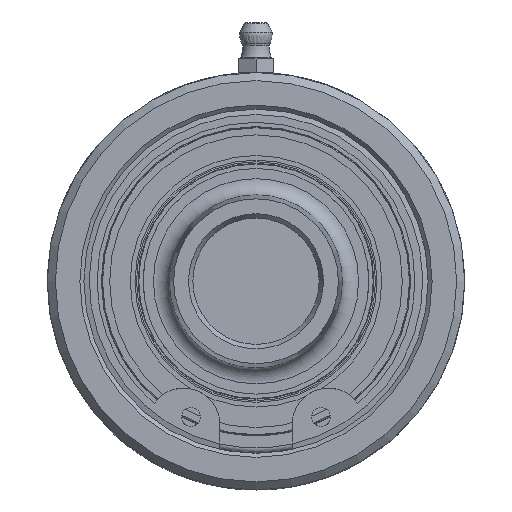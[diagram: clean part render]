
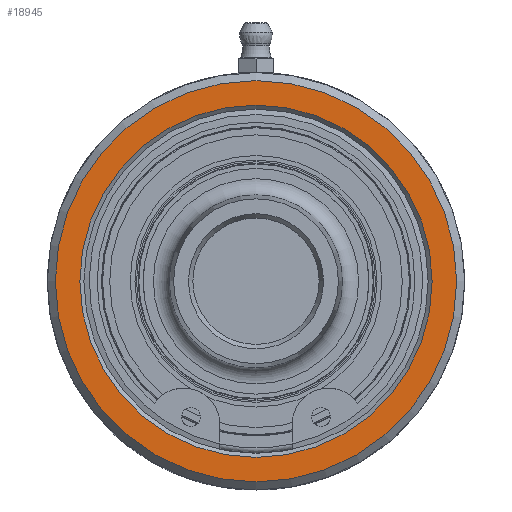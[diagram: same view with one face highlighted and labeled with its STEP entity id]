
A CAD part, left-side view. The second image highlights one B-rep face of the part: STEP entity #18945.
In plain terms, the highlighted planar face has unit normal (-1, 0, 0).
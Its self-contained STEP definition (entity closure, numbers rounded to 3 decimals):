
#449=PLANE('',#20100);
#985=CIRCLE('',#20099,39.7);
#986=CIRCLE('',#20101,34.85);
#1170=FACE_BOUND('',#3807,.T.);
#2627=FACE_OUTER_BOUND('',#3806,.T.);
#3806=EDGE_LOOP('',(#17099));
#3807=EDGE_LOOP('',(#17100));
#8949=VERTEX_POINT('',#43587);
#8950=VERTEX_POINT('',#43591);
#11685=EDGE_CURVE('',#8949,#8949,#985,.T.);
#11686=EDGE_CURVE('',#8950,#8950,#986,.T.);
#17099=ORIENTED_EDGE('',*,*,#11685,.F.);
#17100=ORIENTED_EDGE('',*,*,#11686,.F.);
#18945=ADVANCED_FACE('',(#2627,#1170),#449,.F.);
#20099=AXIS2_PLACEMENT_3D('',#43589,#23410,#23411);
#20100=AXIS2_PLACEMENT_3D('',#43590,#23412,#23413);
#20101=AXIS2_PLACEMENT_3D('',#43592,#23414,#23415);
#23410=DIRECTION('center_axis',(1.,0.,0.));
#23411=DIRECTION('ref_axis',(0.,0.,
1.));
#23412=DIRECTION('center_axis',(1.,0.,0.));
#23413=DIRECTION('ref_axis',(0.,0.,
1.));
#23414=DIRECTION('center_axis',(-1.,0.,0.));
#23415=DIRECTION('ref_axis',(0.,0.,-1.));
#43587=CARTESIAN_POINT('',(20.71,0.,-39.7));
#43589=CARTESIAN_POINT('Origin',(20.71,0.,0.));
#43590=CARTESIAN_POINT('Origin',(20.71,0.,-20.65));
#43591=CARTESIAN_POINT('',(20.71,0.,34.85));
#43592=CARTESIAN_POINT('Origin',(20.71,0.,0.));
